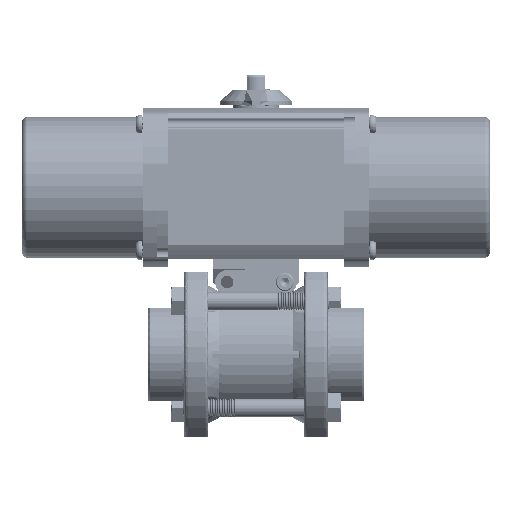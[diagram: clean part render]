
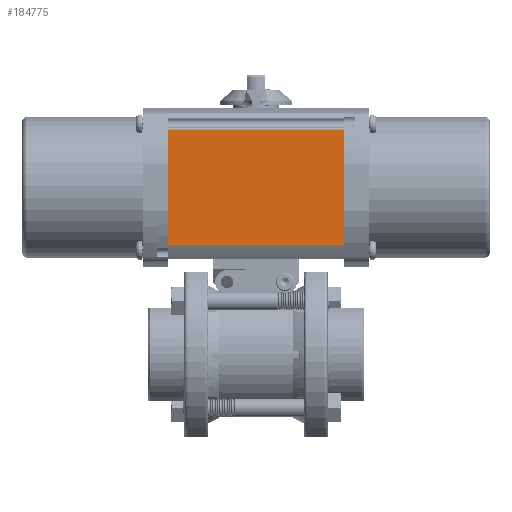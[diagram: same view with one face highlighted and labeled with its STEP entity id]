
A CAD part, top view. The second image highlights one B-rep face of the part: STEP entity #184775.
In plain terms, the highlighted planar face has unit normal (0, 0, 1).
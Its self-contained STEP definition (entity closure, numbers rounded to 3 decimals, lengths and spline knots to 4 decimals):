
#1252 = AXIS2_PLACEMENT_3D ( 'NONE', #146909, #53828, #162517 ) ;
#2538 = CARTESIAN_POINT ( 'NONE',  ( 1.5441, 3.7931, 3.281 ) ) ;
#7403 = CARTESIAN_POINT ( 'NONE',  ( -5.0238, 3.7931, 3.281 ) ) ;
#10322 = ORIENTED_EDGE ( 'NONE', *, *, #194711, .F. ) ;
#15018 = FACE_OUTER_BOUND ( 'NONE', #33784, .T. ) ;
#19929 = CARTESIAN_POINT ( 'NONE',  ( -1.5109, 1.7988, 3.281 ) ) ;
#31350 = CARTESIAN_POINT ( 'NONE',  ( -5.0238, 1.7988, 3.281 ) ) ;
#33784 = EDGE_LOOP ( 'NONE', ( #10322, #56158, #149953, #69866 ) ) ;
#37169 = VERTEX_POINT ( 'NONE', #153508 ) ;
#48194 = LINE ( 'NONE', #76494, #89510 ) ;
#53156 = PLANE ( 'NONE',  #1252 ) ;
#53828 = DIRECTION ( 'NONE',  ( 0., 0., -1. ) ) ;
#56158 = ORIENTED_EDGE ( 'NONE', *, *, #86657, .T. ) ;
#63604 = VECTOR ( 'NONE', #120639, 39.3701 ) ;
#66983 = LINE ( 'NONE', #7403, #108277 ) ;
#69866 = ORIENTED_EDGE ( 'NONE', *, *, #103552, .T. ) ;
#76494 = CARTESIAN_POINT ( 'NONE',  ( 1.5441, 3.8004, 3.281 ) ) ;
#86657 = EDGE_CURVE ( 'NONE', #153651, #37169, #66983, .T. ) ;
#89510 = VECTOR ( 'NONE', #153963, 39.3701 ) ;
#92037 = LINE ( 'NONE', #31350, #138207 ) ;
#100612 = DIRECTION ( 'NONE',  ( -1., 0., 0. ) ) ;
#101311 = EDGE_CURVE ( 'NONE', #129290, #37169, #109722, .T. ) ;
#103552 = EDGE_CURVE ( 'NONE', #129290, #170645, #92037, .T. ) ;
#108277 = VECTOR ( 'NONE', #100612, 39.3701 ) ;
#109722 = LINE ( 'NONE', #134923, #63604 ) ;
#120639 = DIRECTION ( 'NONE',  ( 0., 1., 0. ) ) ;
#129290 = VERTEX_POINT ( 'NONE', #19929 ) ;
#134923 = CARTESIAN_POINT ( 'NONE',  ( -1.5109, 3.8004, 3.281 ) ) ;
#138207 = VECTOR ( 'NONE', #155740, 39.3701 ) ;
#146909 = CARTESIAN_POINT ( 'NONE',  ( -5.0238, 3.8004, 3.281 ) ) ;
#149953 = ORIENTED_EDGE ( 'NONE', *, *, #101311, .F. ) ;
#153508 = CARTESIAN_POINT ( 'NONE',  ( -1.5109, 3.7931, 3.281 ) ) ;
#153651 = VERTEX_POINT ( 'NONE', #2538 ) ;
#153963 = DIRECTION ( 'NONE',  ( 0., -1., 0. ) ) ;
#154263 = CARTESIAN_POINT ( 'NONE',  ( 1.5441, 1.7988, 3.281 ) ) ;
#155740 = DIRECTION ( 'NONE',  ( 1., 0., 0. ) ) ;
#162517 = DIRECTION ( 'NONE',  ( 0., -1., 0. ) ) ;
#170645 = VERTEX_POINT ( 'NONE', #154263 ) ;
#184775 = ADVANCED_FACE ( 'NONE', ( #15018 ), #53156, .F. ) ;
#194711 = EDGE_CURVE ( 'NONE', #153651, #170645, #48194, .T. ) ;
